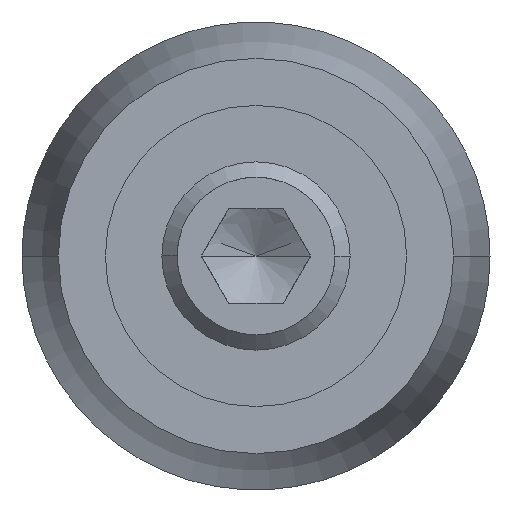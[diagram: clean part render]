
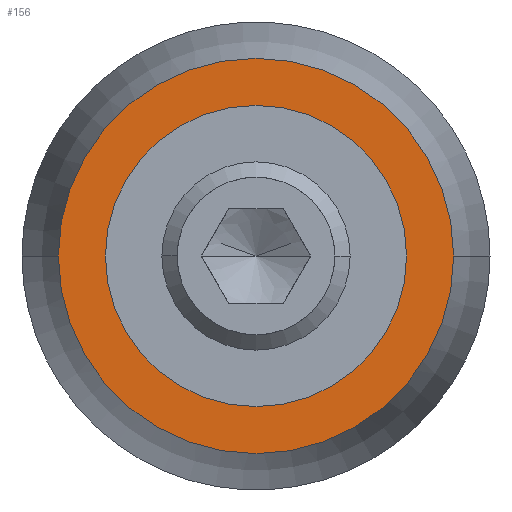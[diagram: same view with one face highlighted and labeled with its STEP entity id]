
A CAD part, left-side view. The second image highlights one B-rep face of the part: STEP entity #156.
In plain terms, the highlighted planar face has unit normal (-1, 0, 0).
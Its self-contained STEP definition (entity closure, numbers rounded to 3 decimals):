
#154=EDGE_CURVE('',#188,#168,#430,.T.);
#156=ADVANCED_FACE('',(#432,#433),#434,.T.);
#160=EDGE_CURVE('',#368,#372,#439,.T.);
#168=VERTEX_POINT('',#448);
#188=VERTEX_POINT('',#473);
#216=EDGE_CURVE('',#168,#188,#506,.T.);
#282=EDGE_CURVE('',#372,#368,#582,.T.);
#368=VERTEX_POINT('',#673);
#372=VERTEX_POINT('',#677);
#430=CIRCLE('',#729,10.5);
#432=FACE_OUTER_BOUND('',#731,.T.);
#433=FACE_BOUND('',#732,.T.);
#434=PLANE('',#733);
#439=CIRCLE('',#739,8.);
#448=CARTESIAN_POINT('',(8.,10.5,0.));
#473=CARTESIAN_POINT('',(8.,-10.5,0.));
#506=CIRCLE('',#824,10.5);
#582=CIRCLE('',#956,8.);
#673=CARTESIAN_POINT('',(8.,-8.,0.));
#677=CARTESIAN_POINT('',(8.,8.,0.));
#729=AXIS2_PLACEMENT_3D('',#1159,#1160,#1161);
#731=EDGE_LOOP('',(#1163,#1164));
#732=EDGE_LOOP('',(#1165,#1166));
#733=AXIS2_PLACEMENT_3D('',#1167,#1168,#1169);
#739=AXIS2_PLACEMENT_3D('',#1179,#1180,#1181);
#824=AXIS2_PLACEMENT_3D('',#1283,#1284,#1285);
#956=AXIS2_PLACEMENT_3D('',#1388,#1389,#1390);
#1159=CARTESIAN_POINT('',(8.,0.,0.));
#1160=DIRECTION('',(1.0,0.0,-0.0));
#1161=DIRECTION('',(0.0,1.0,0.));
#1163=ORIENTED_EDGE('',*,*,#216,.F.);
#1164=ORIENTED_EDGE('',*,*,#154,.F.);
#1165=ORIENTED_EDGE('',*,*,#282,.T.);
#1166=ORIENTED_EDGE('',*,*,#160,.T.);
#1167=CARTESIAN_POINT('',(8.,9.25,0.));
#1168=DIRECTION('',(-1.0,0.0,0.0));
#1169=DIRECTION('',(0.0,-1.0,0.));
#1179=CARTESIAN_POINT('',(8.,0.,0.));
#1180=DIRECTION('',(1.0,0.0,-0.0));
#1181=DIRECTION('',(0.0,1.0,0.));
#1283=CARTESIAN_POINT('',(8.,0.,0.));
#1284=DIRECTION('',(1.0,0.0,-0.0));
#1285=DIRECTION('',(0.0,1.0,0.));
#1388=CARTESIAN_POINT('',(8.,0.,0.));
#1389=DIRECTION('',(1.0,0.0,-0.0));
#1390=DIRECTION('',(0.0,1.0,0.));
